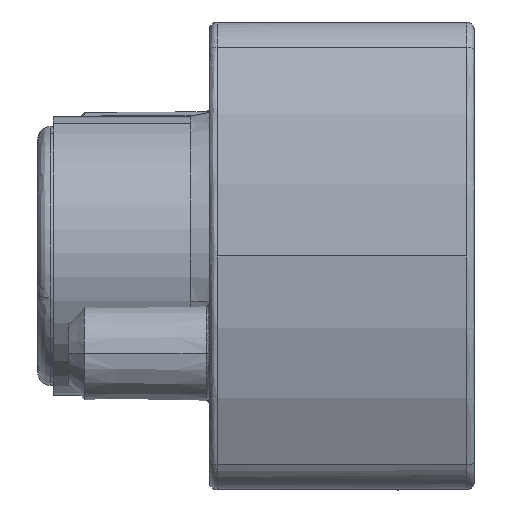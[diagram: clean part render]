
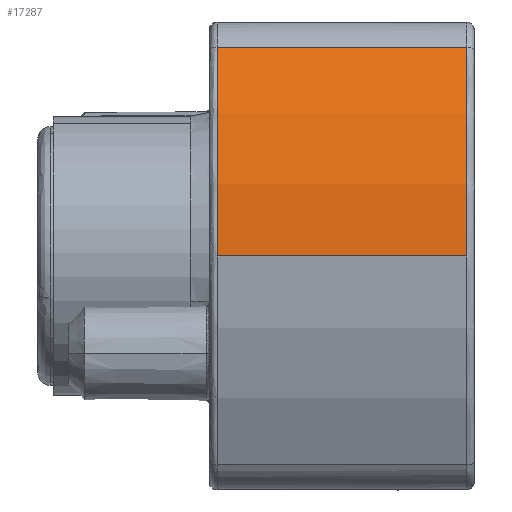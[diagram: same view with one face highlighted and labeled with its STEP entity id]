
A CAD part, left-side view. The second image highlights one B-rep face of the part: STEP entity #17287.
In plain terms, the highlighted cylindrical face has radius 7.367 mm (diameter 14.733 mm), a partial arc.
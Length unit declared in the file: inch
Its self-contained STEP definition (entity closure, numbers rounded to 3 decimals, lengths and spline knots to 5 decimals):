
#5924 = AXIS2_PLACEMENT_3D ( 'NONE', #26896, #26897, #26906 ) ;
#17287 = ADVANCED_FACE ( 'NONE', ( #29759 ), #29768, .T. ) ;
#18822 = DIRECTION ( 'NONE',  ( 0., -1., 0. ) ) ;
#18823 = CARTESIAN_POINT ( 'NONE',  ( -9.51845, 0.66563, 4.18926 ) ) ;
#18824 = DIRECTION ( 'NONE',  ( 0., -1., 0. ) ) ;
#18825 = CARTESIAN_POINT ( 'NONE',  ( -9.55118, 0.66563, 4.05541 ) ) ;
#18826 = CARTESIAN_POINT ( 'NONE',  ( -9.26116, 0.69763, 4.05541 ) ) ;
#18827 = DIRECTION ( 'NONE',  ( 0., -1., 0. ) ) ;
#18828 = DIRECTION ( 'NONE',  ( -1., 0., 0. ) ) ;
#18831 = CARTESIAN_POINT ( 'NONE',  ( -9.26116, 0.53763, 4.05541 ) ) ;
#18832 = DIRECTION ( 'NONE',  ( 0., 1., 0. ) ) ;
#18833 = DIRECTION ( 'NONE',  ( -1., 0., 0. ) ) ;
#19413 = CIRCLE ( 'NONE', #23622, 0.29002 ) ;
#19421 = LINE ( 'NONE', #18825, #19428 ) ;
#19427 = CIRCLE ( 'NONE', #23623, 0.29002 ) ;
#19428 = VECTOR ( 'NONE', #18822, 39.37008 ) ;
#19430 = LINE ( 'NONE', #18823, #19434 ) ;
#19434 = VECTOR ( 'NONE', #18824, 39.37008 ) ;
#22340 = CARTESIAN_POINT ( 'NONE',  ( -9.51845, 0.53763, 4.18926 ) ) ;
#22341 = CARTESIAN_POINT ( 'NONE',  ( -9.55118, 0.53763, 4.05541 ) ) ;
#22344 = CARTESIAN_POINT ( 'NONE',  ( -9.55118, 0.69763, 4.05541 ) ) ;
#22348 = CARTESIAN_POINT ( 'NONE',  ( -9.51845, 0.69763, 4.18926 ) ) ;
#23622 = AXIS2_PLACEMENT_3D ( 'NONE', #18826, #18827, #18828 ) ;
#23623 = AXIS2_PLACEMENT_3D ( 'NONE', #18831, #18832, #18833 ) ;
#26896 = CARTESIAN_POINT ( 'NONE',  ( -9.26116, 0.66563, 4.05541 ) ) ;
#26897 = DIRECTION ( 'NONE',  ( 0., -1., 0. ) ) ;
#26906 = DIRECTION ( 'NONE',  ( -1., 0., 0. ) ) ;
#28604 = EDGE_CURVE ( 'NONE', #30971, #30967, #19413, .T. ) ;
#28605 = EDGE_CURVE ( 'NONE', #30967, #30964, #19421, .T. ) ;
#28606 = EDGE_CURVE ( 'NONE', #30964, #30963, #19427, .T. ) ;
#28607 = EDGE_CURVE ( 'NONE', #30971, #30963, #19430, .T. ) ;
#29759 = FACE_OUTER_BOUND ( 'NONE', #30694, .T. ) ;
#29768 = CYLINDRICAL_SURFACE ( 'NONE', #5924, 0.29002 ) ;
#30694 = EDGE_LOOP ( 'NONE', ( #30870, #30871, #30872, #30873 ) ) ;
#30870 = ORIENTED_EDGE ( 'NONE', *, *, #28604, .T. ) ;
#30871 = ORIENTED_EDGE ( 'NONE', *, *, #28605, .T. ) ;
#30872 = ORIENTED_EDGE ( 'NONE', *, *, #28606, .T. ) ;
#30873 = ORIENTED_EDGE ( 'NONE', *, *, #28607, .F. ) ;
#30963 = VERTEX_POINT ( 'NONE', #22340 ) ;
#30964 = VERTEX_POINT ( 'NONE', #22341 ) ;
#30967 = VERTEX_POINT ( 'NONE', #22344 ) ;
#30971 = VERTEX_POINT ( 'NONE', #22348 ) ;
